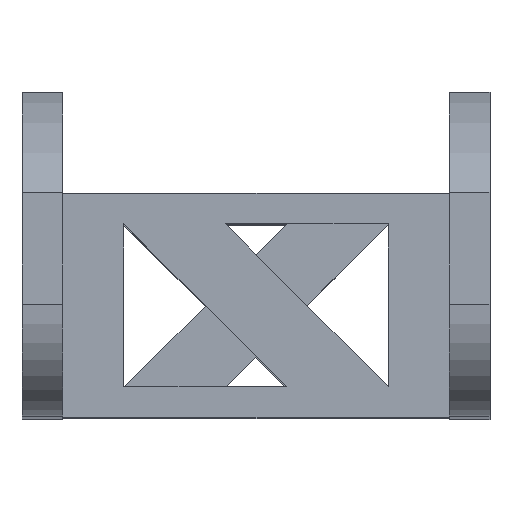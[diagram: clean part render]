
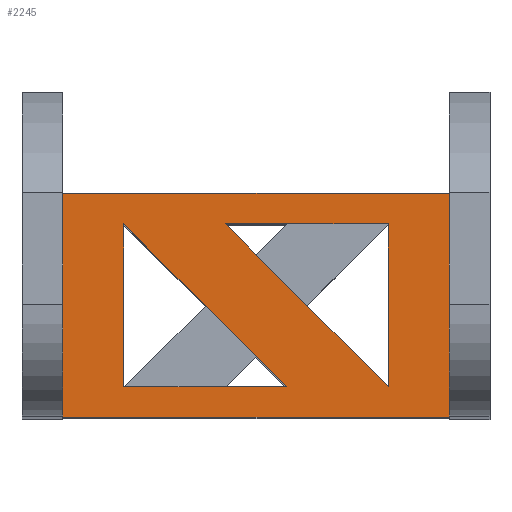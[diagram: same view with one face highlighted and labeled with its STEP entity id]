
A CAD part, top view. The second image highlights one B-rep face of the part: STEP entity #2245.
In plain terms, the highlighted planar face has unit normal (0, 0, 1).
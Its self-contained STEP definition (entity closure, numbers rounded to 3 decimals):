
#60=FACE_BOUND('',#412,.T.);
#61=FACE_BOUND('',#413,.T.);
#260=FACE_OUTER_BOUND('',#411,.T.);
#411=EDGE_LOOP('',(#1906,#1907,#1908,#1909));
#412=EDGE_LOOP('',(#1910,#1911,#1912));
#413=EDGE_LOOP('',(#1913,#1914,#1915));
#479=LINE('',#3053,#726);
#533=LINE('',#3204,#780);
#672=LINE('',#3494,#919);
#676=LINE('',#3502,#923);
#679=LINE('',#3507,#926);
#681=LINE('',#3512,#928);
#685=LINE('',#3520,#932);
#688=LINE('',#3525,#935);
#699=LINE('',#3557,#946);
#700=LINE('',#3558,#947);
#726=VECTOR('',#2471,10.);
#780=VECTOR('',#2589,10.);
#919=VECTOR('',#2840,10.);
#923=VECTOR('',#2846,10.);
#926=VECTOR('',#2851,10.);
#928=VECTOR('',#2855,10.);
#932=VECTOR('',#2861,10.);
#935=VECTOR('',#2866,10.);
#946=VECTOR('',#2909,10.);
#947=VECTOR('',#2910,10.);
#973=VERTEX_POINT('',#3048);
#974=VERTEX_POINT('',#3052);
#1038=VERTEX_POINT('',#3201);
#1039=VERTEX_POINT('',#3203);
#1133=VERTEX_POINT('',#3492);
#1134=VERTEX_POINT('',#3493);
#1137=VERTEX_POINT('',#3501);
#1139=VERTEX_POINT('',#3510);
#1140=VERTEX_POINT('',#3511);
#1143=VERTEX_POINT('',#3519);
#1177=EDGE_CURVE('',#973,#974,#479,.T.);
#1253=EDGE_CURVE('',#1038,#1039,#533,.T.);
#1398=EDGE_CURVE('',#1133,#1134,#672,.T.);
#1402=EDGE_CURVE('',#1137,#1133,#676,.T.);
#1405=EDGE_CURVE('',#1134,#1137,#679,.T.);
#1407=EDGE_CURVE('',#1139,#1140,#681,.T.);
#1411=EDGE_CURVE('',#1143,#1139,#685,.T.);
#1414=EDGE_CURVE('',#1140,#1143,#688,.T.);
#1431=EDGE_CURVE('',#974,#1038,#699,.T.);
#1432=EDGE_CURVE('',#1039,#973,#700,.T.);
#1906=ORIENTED_EDGE('',*,*,#1431,.F.);
#1907=ORIENTED_EDGE('',*,*,#1177,.F.);
#1908=ORIENTED_EDGE('',*,*,#1432,.F.);
#1909=ORIENTED_EDGE('',*,*,#1253,.F.);
#1910=ORIENTED_EDGE('',*,*,#1398,.T.);
#1911=ORIENTED_EDGE('',*,*,#1405,.T.);
#1912=ORIENTED_EDGE('',*,*,#1402,.T.);
#1913=ORIENTED_EDGE('',*,*,#1407,.T.);
#1914=ORIENTED_EDGE('',*,*,#1414,.T.);
#1915=ORIENTED_EDGE('',*,*,#1411,.T.);
#2163=PLANE('',#2401);
#2245=ADVANCED_FACE('',(#260,#60,#61),#2163,.T.);
#2401=AXIS2_PLACEMENT_3D('',#3556,#2907,#2908);
#2471=DIRECTION('',(1.,0.,0.));
#2589=DIRECTION('',(-1.,0.,0.));
#2840=DIRECTION('',(0.,1.,0.));
#2846=DIRECTION('',(-1.,0.,0.));
#2851=DIRECTION('',(0.707,-0.707,0.));
#2855=DIRECTION('',(-0.707,0.707,0.));
#2861=DIRECTION('',(0.,-1.,0.));
#2866=DIRECTION('',(1.,0.,0.));
#2907=DIRECTION('center_axis',(0.,0.,1.));
#2908=DIRECTION('ref_axis',(1.,0.,0.));
#2909=DIRECTION('',(0.,-1.,0.));
#2910=DIRECTION('',(0.,1.,0.));
#3048=CARTESIAN_POINT('',(-38.,11.,-42.5));
#3052=CARTESIAN_POINT('',(0.,11.,-42.5));
#3053=CARTESIAN_POINT('',(0.,11.,-42.5));
#3201=CARTESIAN_POINT('',(0.,-11.,-42.5));
#3203=CARTESIAN_POINT('',(-38.,-11.,-42.5));
#3204=CARTESIAN_POINT('',(0.,-11.,-42.5));
#3492=CARTESIAN_POINT('',(-32.,-8.,-42.5));
#3493=CARTESIAN_POINT('',(-32.,8.,-42.5));
#3494=CARTESIAN_POINT('',(-32.,-4.,-42.5));
#3501=CARTESIAN_POINT('',(-16.,-8.,-42.5));
#3502=CARTESIAN_POINT('',(-27.,-8.,-42.5));
#3507=CARTESIAN_POINT('',(-31.5,7.5,-42.5));
#3510=CARTESIAN_POINT('',(-6.,-8.,-42.5));
#3511=CARTESIAN_POINT('',(-22.,8.,-42.5));
#3512=CARTESIAN_POINT('',(-16.,2.,-42.5));
#3519=CARTESIAN_POINT('',(-6.,8.,-42.5));
#3520=CARTESIAN_POINT('',(-6.,4.,-42.5));
#3525=CARTESIAN_POINT('',(-30.,8.,-42.5));
#3556=CARTESIAN_POINT('Origin',(-38.,0.,-42.5));
#3557=CARTESIAN_POINT('',(0.,0.,-42.5));
#3558=CARTESIAN_POINT('',(-38.,0.,-42.5));
